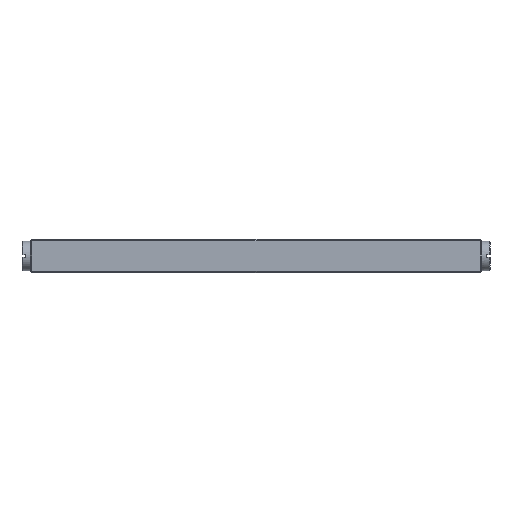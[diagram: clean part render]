
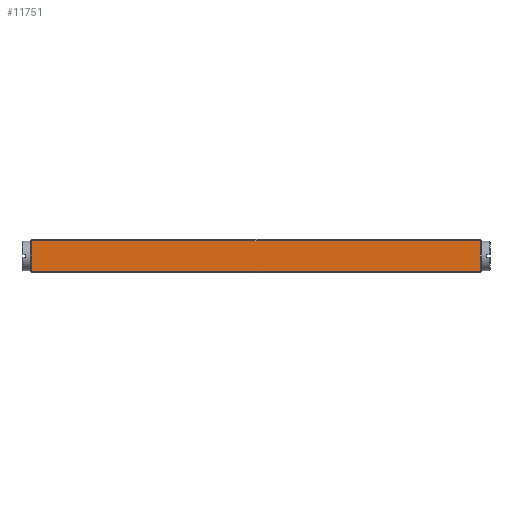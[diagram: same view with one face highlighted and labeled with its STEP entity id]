
A CAD part, front view. The second image highlights one B-rep face of the part: STEP entity #11751.
In plain terms, the highlighted planar face has unit normal (0, -1, 0).
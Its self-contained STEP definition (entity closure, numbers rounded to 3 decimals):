
#9492=FACE_OUTER_BOUND('',#18561,.T.);
#11751=ADVANCED_FACE('',(#9492),#14297,.T.);
#14297=PLANE('',#53388);
#18561=EDGE_LOOP('',(#21802,#21803,#21804,#21805));
#21802=ORIENTED_EDGE('',*,*,#38626,.T.);
#21803=ORIENTED_EDGE('',*,*,#38627,.T.);
#21804=ORIENTED_EDGE('',*,*,#38628,.T.);
#21805=ORIENTED_EDGE('',*,*,#38629,.T.);
#34402=VERTEX_POINT('',#68638);
#34403=VERTEX_POINT('',#68639);
#34404=VERTEX_POINT('',#68641);
#34405=VERTEX_POINT('',#68643);
#38626=EDGE_CURVE('',#34402,#34403,#44840,.T.);
#38627=EDGE_CURVE('',#34403,#34404,#44841,.T.);
#38628=EDGE_CURVE('',#34404,#34405,#44842,.T.);
#38629=EDGE_CURVE('',#34405,#34402,#44843,.T.);
#44840=LINE('',#68637,#49196);
#44841=LINE('',#68640,#49197);
#44842=LINE('',#68642,#49198);
#44843=LINE('',#68644,#49199);
#49196=VECTOR('',#56961,1.);
#49197=VECTOR('',#56962,1.);
#49198=VECTOR('',#56963,1.);
#49199=VECTOR('',#56964,1.);
#53388=AXIS2_PLACEMENT_3D('',#68645,#56965,#56966);
#56961=DIRECTION('',(-1.,0.,0.));
#56962=DIRECTION('',(0.,0.,-1.));
#56963=DIRECTION('',(1.,0.,0.));
#56964=DIRECTION('',(0.,0.,1.));
#56965=DIRECTION('',(0.,-1.,0.));
#56966=DIRECTION('',(0.,0.,-1.));
#68637=CARTESIAN_POINT('',(0.,-40.,14.25));
#68638=CARTESIAN_POINT('',(99.275,-40.,14.25));
#68639=CARTESIAN_POINT('',(-99.275,-40.,14.25));
#68640=CARTESIAN_POINT('',(-99.275,-40.,0.));
#68641=CARTESIAN_POINT('',(-99.275,-40.,0.75));
#68642=CARTESIAN_POINT('',(0.,-40.,0.75));
#68643=CARTESIAN_POINT('',(99.275,-40.,0.75));
#68644=CARTESIAN_POINT('',(99.275,-40.,0.));
#68645=CARTESIAN_POINT('',(0.,-40.,0.));
